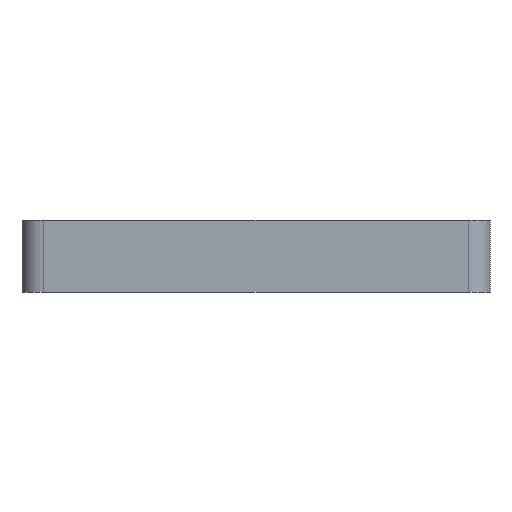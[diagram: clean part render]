
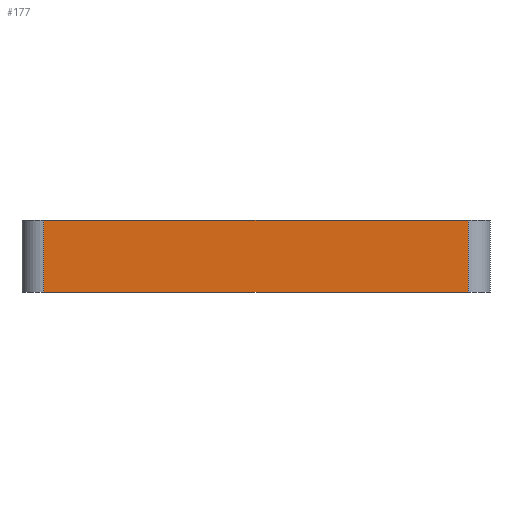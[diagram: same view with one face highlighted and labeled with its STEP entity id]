
A CAD part, left-side view. The second image highlights one B-rep face of the part: STEP entity #177.
In plain terms, the highlighted planar face has unit normal (-1, 0, 0).
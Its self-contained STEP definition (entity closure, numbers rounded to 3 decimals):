
#1 = CARTESIAN_POINT ( 'NONE',  ( -150., -29.5, 0. ) ) ;
#31 = DIRECTION ( 'NONE',  ( -1., 0., 0. ) ) ;
#35 = ORIENTED_EDGE ( 'NONE', *, *, #366, .T. ) ;
#62 = VECTOR ( 'NONE', #595, 1000. ) ;
#67 = AXIS2_PLACEMENT_3D ( 'NONE', #426, #31, #417 ) ;
#90 = ORIENTED_EDGE ( 'NONE', *, *, #267, .T. ) ;
#92 = DIRECTION ( 'NONE',  ( 0., -1., 0. ) ) ;
#100 = CARTESIAN_POINT ( 'NONE',  ( -150., 29.5, 0. ) ) ;
#107 = CARTESIAN_POINT ( 'NONE',  ( -150., 29.5, -10. ) ) ;
#121 = DIRECTION ( 'NONE',  ( 0., 0., -1. ) ) ;
#150 = CARTESIAN_POINT ( 'NONE',  ( -150., -32.5, -10. ) ) ;
#164 = CARTESIAN_POINT ( 'NONE',  ( -150., -29.5, -10. ) ) ;
#177 = ADVANCED_FACE ( 'NONE', ( #192 ), #602, .T. ) ;
#192 = FACE_OUTER_BOUND ( 'NONE', #261, .T. ) ;
#207 = VERTEX_POINT ( 'NONE', #100 ) ;
#223 = EDGE_CURVE ( 'NONE', #207, #678, #325, .T. ) ;
#261 = EDGE_LOOP ( 'NONE', ( #90, #35, #450, #676 ) ) ;
#267 = EDGE_CURVE ( 'NONE', #606, #446, #591, .T. ) ;
#277 = LINE ( 'NONE', #164, #368 ) ;
#325 = LINE ( 'NONE', #699, #62 ) ;
#366 = EDGE_CURVE ( 'NONE', #446, #678, #277, .T. ) ;
#368 = VECTOR ( 'NONE', #389, 1000. ) ;
#389 = DIRECTION ( 'NONE',  ( 0., 0., 1. ) ) ;
#417 = DIRECTION ( 'NONE',  ( 0., 0., 1. ) ) ;
#426 = CARTESIAN_POINT ( 'NONE',  ( -150., -32.5, -10. ) ) ;
#446 = VERTEX_POINT ( 'NONE', #489 ) ;
#447 = VECTOR ( 'NONE', #92, 1000. ) ;
#450 = ORIENTED_EDGE ( 'NONE', *, *, #223, .F. ) ;
#489 = CARTESIAN_POINT ( 'NONE',  ( -150., -29.5, -10. ) ) ;
#498 = LINE ( 'NONE', #107, #648 ) ;
#563 = CARTESIAN_POINT ( 'NONE',  ( -150., 29.5, -10. ) ) ;
#584 = EDGE_CURVE ( 'NONE', #207, #606, #498, .T. ) ;
#591 = LINE ( 'NONE', #150, #447 ) ;
#595 = DIRECTION ( 'NONE',  ( 0., -1., 0. ) ) ;
#602 = PLANE ( 'NONE',  #67 ) ;
#606 = VERTEX_POINT ( 'NONE', #563 ) ;
#648 = VECTOR ( 'NONE', #121, 1000. ) ;
#676 = ORIENTED_EDGE ( 'NONE', *, *, #584, .T. ) ;
#678 = VERTEX_POINT ( 'NONE', #1 ) ;
#699 = CARTESIAN_POINT ( 'NONE',  ( -150., -32.5, 0. ) ) ;
